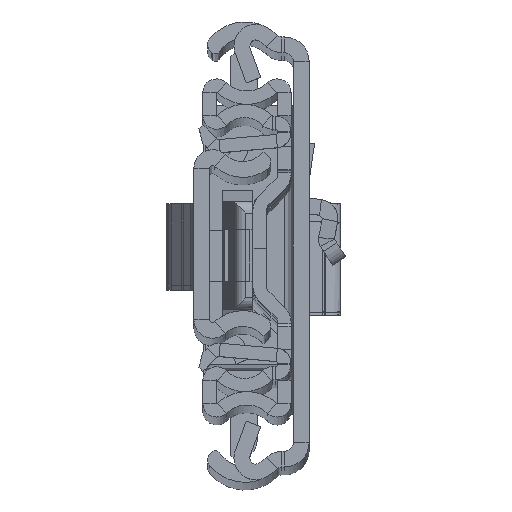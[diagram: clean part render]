
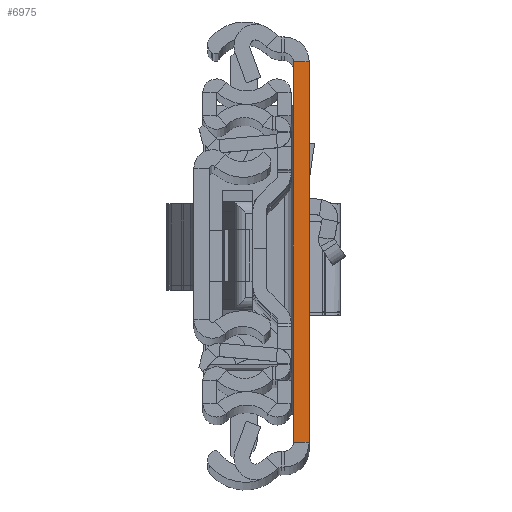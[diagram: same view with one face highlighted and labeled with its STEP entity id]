
A CAD part, top view. The second image highlights one B-rep face of the part: STEP entity #6975.
In plain terms, the highlighted planar face has unit normal (0, 0, 1).
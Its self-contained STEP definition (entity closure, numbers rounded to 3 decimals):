
#35 = VECTOR ( 'NONE', #17172, 1000. ) ;
#244 = DIRECTION ( 'NONE',  ( 0., 0., -1. ) ) ;
#471 = ORIENTED_EDGE ( 'NONE', *, *, #6115, .T. ) ;
#2527 = CARTESIAN_POINT ( 'NONE',  ( 2.6, 31.5, 0. ) ) ;
#3864 = VERTEX_POINT ( 'NONE', #15280 ) ;
#4061 = ORIENTED_EDGE ( 'NONE', *, *, #6926, .F. ) ;
#5212 = ORIENTED_EDGE ( 'NONE', *, *, #7150, .T. ) ;
#6115 = EDGE_CURVE ( 'NONE', #17217, #3864, #12698, .T. ) ;
#6153 = PLANE ( 'NONE',  #17634 ) ;
#6168 = EDGE_LOOP ( 'NONE', ( #17864, #4061, #471, #5212 ) ) ;
#6531 = CARTESIAN_POINT ( 'NONE',  ( 0., -31.5, 0. ) ) ;
#6926 = EDGE_CURVE ( 'NONE', #17217, #8148, #16590, .T. ) ;
#6975 = ADVANCED_FACE ( 'NONE', ( #13630 ), #6153, .F. ) ;
#7150 = EDGE_CURVE ( 'NONE', #3864, #17574, #8499, .T. ) ;
#7721 = CARTESIAN_POINT ( 'NONE',  ( 2.6, -31.5, 0. ) ) ;
#7883 = EDGE_CURVE ( 'NONE', #8148, #17574, #17326, .T. ) ;
#8148 = VERTEX_POINT ( 'NONE', #18273 ) ;
#8266 = DIRECTION ( 'NONE',  ( 1., 0., 0. ) ) ;
#8499 = LINE ( 'NONE', #14418, #35 ) ;
#11911 = VECTOR ( 'NONE', #15647, 1000. ) ;
#12042 = VECTOR ( 'NONE', #8266, 1000. ) ;
#12698 = LINE ( 'NONE', #17023, #11911 ) ;
#13630 = FACE_OUTER_BOUND ( 'NONE', #6168, .T. ) ;
#13729 = DIRECTION ( 'NONE',  ( 0., 1., 0. ) ) ;
#14418 = CARTESIAN_POINT ( 'NONE',  ( 2.6, -31.5, 0. ) ) ;
#15280 = CARTESIAN_POINT ( 'NONE',  ( 2.6, -31.5, 0. ) ) ;
#15647 = DIRECTION ( 'NONE',  ( 1., 0., 0. ) ) ;
#16590 = LINE ( 'NONE', #6531, #16991 ) ;
#16991 = VECTOR ( 'NONE', #13729, 1000. ) ;
#17023 = CARTESIAN_POINT ( 'NONE',  ( 2.6, -31.5, 0. ) ) ;
#17172 = DIRECTION ( 'NONE',  ( 0., 1., 0. ) ) ;
#17217 = VERTEX_POINT ( 'NONE', #17438 ) ;
#17227 = CARTESIAN_POINT ( 'NONE',  ( 2.6, 31.5, 0. ) ) ;
#17326 = LINE ( 'NONE', #17227, #12042 ) ;
#17438 = CARTESIAN_POINT ( 'NONE',  ( 0., -31.5, 0. ) ) ;
#17574 = VERTEX_POINT ( 'NONE', #2527 ) ;
#17634 = AXIS2_PLACEMENT_3D ( 'NONE', #7721, #244, #18471 ) ;
#17864 = ORIENTED_EDGE ( 'NONE', *, *, #7883, .F. ) ;
#18273 = CARTESIAN_POINT ( 'NONE',  ( 0., 31.5, 0. ) ) ;
#18471 = DIRECTION ( 'NONE',  ( 0., 1., 0. ) ) ;
